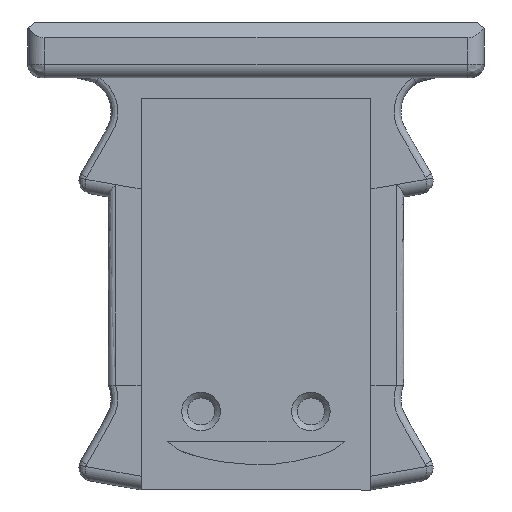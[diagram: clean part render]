
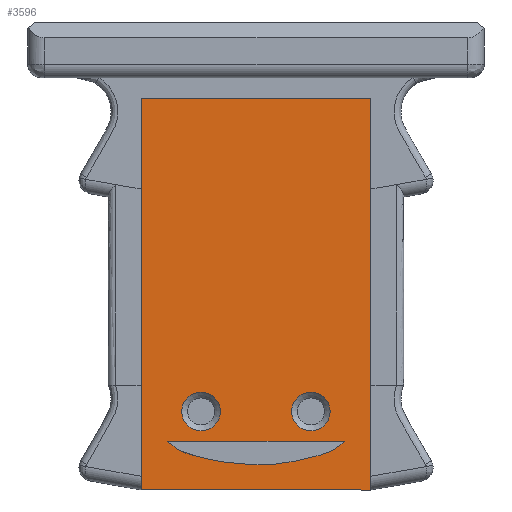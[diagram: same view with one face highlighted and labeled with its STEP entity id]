
A CAD part, front view. The second image highlights one B-rep face of the part: STEP entity #3596.
In plain terms, the highlighted planar face has unit normal (0, -1, 0).
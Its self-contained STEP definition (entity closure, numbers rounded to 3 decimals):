
#87=FACE_BOUND('',#573,.T.);
#88=FACE_BOUND('',#574,.T.);
#89=FACE_BOUND('',#575,.T.);
#120=PLANE('',#3830);
#224=B_SPLINE_CURVE_WITH_KNOTS('',3,(#5381,#5382,#5383,#5384,#5385,#5386,
#5387,#5388,#5389,#5390),.UNSPECIFIED.,.F.,.F.,(4,2,2,2,4),(2.316,
2.346,2.812,3.051,3.063),
 .UNSPECIFIED.);
#225=B_SPLINE_CURVE_WITH_KNOTS('',3,(#5392,#5393,#5394,#5395),
 .UNSPECIFIED.,.F.,.F.,(4,4),(1.687,2.316),
 .UNSPECIFIED.);
#226=B_SPLINE_CURVE_WITH_KNOTS('',3,(#5396,#5397,#5398,#5399,#5400,#5401,
#5402,#5403,#5404,#5405,#5406,#5407,#5408),.UNSPECIFIED.,.F.,.F.,(4,3,3,
3,4),(0.227,0.373,0.659,1.412,
1.661),.UNSPECIFIED.);
#367=FACE_OUTER_BOUND('',#572,.T.);
#572=EDGE_LOOP('',(#2500,#2501,#2502,#2503,#2504,#2505));
#573=EDGE_LOOP('',(#2506));
#574=EDGE_LOOP('',(#2507,#2508,#2509,#2510));
#575=EDGE_LOOP('',(#2511));
#779=CIRCLE('',#3831,1.141);
#780=CIRCLE('',#3832,1.141);
#945=LINE('',#5329,#1219);
#957=LINE('',#5368,#1231);
#958=LINE('',#5370,#1232);
#959=LINE('',#5371,#1233);
#960=LINE('',#5373,#1234);
#961=LINE('',#5374,#1235);
#962=LINE('',#5379,#1236);
#1219=VECTOR('',#4177,10.);
#1231=VECTOR('',#4205,10.);
#1232=VECTOR('',#4206,10.);
#1233=VECTOR('',#4207,10.);
#1234=VECTOR('',#4208,10.);
#1235=VECTOR('',#4209,10.);
#1236=VECTOR('',#4212,10.);
#1508=VERTEX_POINT('',#5326);
#1509=VERTEX_POINT('',#5328);
#1527=VERTEX_POINT('',#5366);
#1528=VERTEX_POINT('',#5367);
#1529=VERTEX_POINT('',#5369);
#1530=VERTEX_POINT('',#5372);
#1531=VERTEX_POINT('',#5375);
#1532=VERTEX_POINT('',#5377);
#1533=VERTEX_POINT('',#5378);
#1534=VERTEX_POINT('',#5380);
#1535=VERTEX_POINT('',#5391);
#1536=VERTEX_POINT('',#5409);
#1891=EDGE_CURVE('',#1508,#1509,#945,.F.);
#1910=EDGE_CURVE('',#1527,#1528,#957,.T.);
#1911=EDGE_CURVE('',#1527,#1529,#958,.T.);
#1912=EDGE_CURVE('',#1529,#1509,#959,.T.);
#1913=EDGE_CURVE('',#1530,#1508,#960,.T.);
#1914=EDGE_CURVE('',#1528,#1530,#961,.T.);
#1915=EDGE_CURVE('',#1531,#1531,#779,.F.);
#1916=EDGE_CURVE('',#1532,#1533,#962,.T.);
#1917=EDGE_CURVE('',#1534,#1532,#224,.T.);
#1918=EDGE_CURVE('',#1535,#1534,#225,.T.);
#1919=EDGE_CURVE('',#1533,#1535,#226,.T.);
#1920=EDGE_CURVE('',#1536,#1536,#780,.F.);
#2500=ORIENTED_EDGE('',*,*,#1910,.F.);
#2501=ORIENTED_EDGE('',*,*,#1911,.T.);
#2502=ORIENTED_EDGE('',*,*,#1912,.T.);
#2503=ORIENTED_EDGE('',*,*,#1891,.F.);
#2504=ORIENTED_EDGE('',*,*,#1913,.F.);
#2505=ORIENTED_EDGE('',*,*,#1914,.F.);
#2506=ORIENTED_EDGE('',*,*,#1915,.F.);
#2507=ORIENTED_EDGE('',*,*,#1916,.F.);
#2508=ORIENTED_EDGE('',*,*,#1917,.F.);
#2509=ORIENTED_EDGE('',*,*,#1918,.F.);
#2510=ORIENTED_EDGE('',*,*,#1919,.F.);
#2511=ORIENTED_EDGE('',*,*,#1920,.F.);
#3596=ADVANCED_FACE('',(#367,#87,#88,#89),#120,.T.);
#3830=AXIS2_PLACEMENT_3D('',#5365,#4203,#4204);
#3831=AXIS2_PLACEMENT_3D('',#5376,#4210,#4211);
#3832=AXIS2_PLACEMENT_3D('',#5410,#4213,#4214);
#4177=DIRECTION('',(1.,0.,0.));
#4203=DIRECTION('center_axis',(0.,-1.,
0.));
#4204=DIRECTION('ref_axis',(-1.,0.,0.));
#4205=DIRECTION('',(1.,0.,0.));
#4206=DIRECTION('',(0.,0.,-1.));
#4207=DIRECTION('',(0.,0.,-1.));
#4208=DIRECTION('',(0.,0.,-1.));
#4209=DIRECTION('',(0.,0.,-1.));
#4210=DIRECTION('center_axis',(0.,1.,
0.));
#4211=DIRECTION('ref_axis',(1.,0.,0.));
#4212=DIRECTION('',(-1.,0.,0.));
#4213=DIRECTION('center_axis',(0.,1.,
0.));
#4214=DIRECTION('ref_axis',(1.,0.,0.));
#5326=CARTESIAN_POINT('',(297.499,132.625,3.068));
#5328=CARTESIAN_POINT('',(283.899,132.625,3.068));
#5329=CARTESIAN_POINT('',(290.699,132.625,3.068));
#5365=CARTESIAN_POINT('Origin',(297.499,132.625,26.268));
#5366=CARTESIAN_POINT('',(283.899,132.625,26.268));
#5367=CARTESIAN_POINT('',(297.499,132.625,26.268));
#5368=CARTESIAN_POINT('',(294.099,132.625,26.268));
#5369=CARTESIAN_POINT('',(283.899,132.625,20.068));
#5370=CARTESIAN_POINT('',(283.899,132.625,26.268));
#5371=CARTESIAN_POINT('',(283.899,132.625,26.268));
#5372=CARTESIAN_POINT('',(297.499,132.625,20.068));
#5373=CARTESIAN_POINT('',(297.499,132.625,26.268));
#5374=CARTESIAN_POINT('',(297.499,132.625,26.268));
#5375=CARTESIAN_POINT('',(292.805,132.625,7.718));
#5376=CARTESIAN_POINT('Origin',(293.946,132.625,7.718));
#5377=CARTESIAN_POINT('',(295.923,132.625,5.952));
#5378=CARTESIAN_POINT('',(285.469,132.625,5.952));
#5379=CARTESIAN_POINT('',(290.659,132.625,5.952));
#5380=CARTESIAN_POINT('',(293.016,132.625,4.778));
#5381=CARTESIAN_POINT('Ctrl Pts',(293.016,132.625,4.778));
#5382=CARTESIAN_POINT('Ctrl Pts',(293.056,132.625,4.786));
#5383=CARTESIAN_POINT('Ctrl Pts',(293.098,132.625,4.794));
#5384=CARTESIAN_POINT('Ctrl Pts',(293.792,132.625,4.925));
#5385=CARTESIAN_POINT('Ctrl Pts',(294.608,132.625,5.123));
#5386=CARTESIAN_POINT('Ctrl Pts',(295.421,132.625,5.507));
#5387=CARTESIAN_POINT('Ctrl Pts',(295.54,132.625,5.613));
#5388=CARTESIAN_POINT('Ctrl Pts',(295.89,132.625,5.923));
#5389=CARTESIAN_POINT('Ctrl Pts',(295.907,132.625,5.937));
#5390=CARTESIAN_POINT('Ctrl Pts',(295.923,132.625,5.952));
#5391=CARTESIAN_POINT('',(290.696,132.625,4.552));
#5392=CARTESIAN_POINT('Ctrl Pts',(290.696,132.625,4.552));
#5393=CARTESIAN_POINT('Ctrl Pts',(291.661,132.625,4.558));
#5394=CARTESIAN_POINT('Ctrl Pts',(292.17,132.625,4.621));
#5395=CARTESIAN_POINT('Ctrl Pts',(293.016,132.625,4.778));
#5396=CARTESIAN_POINT('Ctrl Pts',(285.469,132.625,5.952));
#5397=CARTESIAN_POINT('Ctrl Pts',(285.828,132.625,5.634));
#5398=CARTESIAN_POINT('Ctrl Pts',(285.884,132.625,5.585));
#5399=CARTESIAN_POINT('Ctrl Pts',(285.981,132.625,5.523));
#5400=CARTESIAN_POINT('Ctrl Pts',(286.169,132.625,5.402));
#5401=CARTESIAN_POINT('Ctrl Pts',(286.409,132.625,5.297));
#5402=CARTESIAN_POINT('Ctrl Pts',(286.677,132.625,5.204));
#5403=CARTESIAN_POINT('Ctrl Pts',(287.387,132.625,4.956));
#5404=CARTESIAN_POINT('Ctrl Pts',(288.483,132.625,4.719));
#5405=CARTESIAN_POINT('Ctrl Pts',(289.561,132.625,4.613));
#5406=CARTESIAN_POINT('Ctrl Pts',(289.917,132.625,4.578));
#5407=CARTESIAN_POINT('Ctrl Pts',(290.109,132.625,4.556));
#5408=CARTESIAN_POINT('Ctrl Pts',(290.696,132.625,4.552));
#5409=CARTESIAN_POINT('',(286.305,132.625,7.718));
#5410=CARTESIAN_POINT('Origin',(287.446,132.625,7.718));
